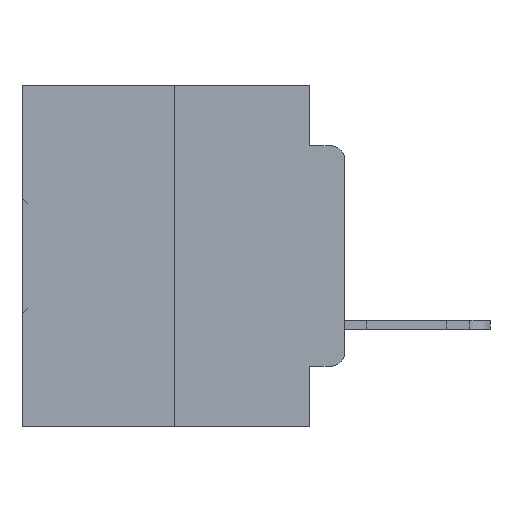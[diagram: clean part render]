
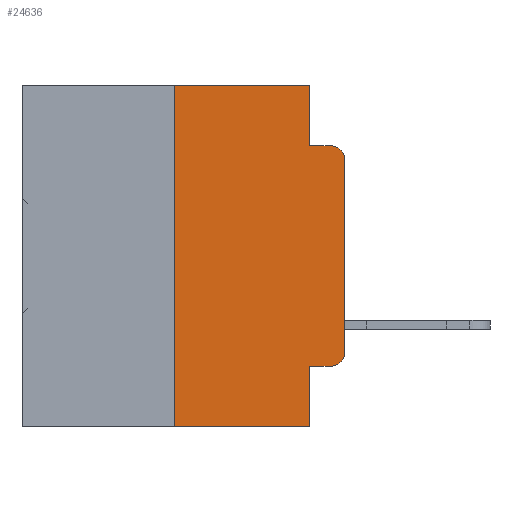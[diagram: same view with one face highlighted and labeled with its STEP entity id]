
A CAD part, left-side view. The second image highlights one B-rep face of the part: STEP entity #24636.
In plain terms, the highlighted planar face has unit normal (-1, 0, 0).
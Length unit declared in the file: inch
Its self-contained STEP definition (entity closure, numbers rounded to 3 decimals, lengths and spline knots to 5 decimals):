
#335 = CARTESIAN_POINT ( 'NONE',  ( 0., 0., 0. ) ) ;
#363 = EDGE_CURVE ( 'NONE', #25089, #25613, #27797, .T. ) ;
#795 = CARTESIAN_POINT ( 'NONE',  ( 0., 0.02, -0.1085 ) ) ;
#1345 = VERTEX_POINT ( 'NONE', #12292 ) ;
#1917 = ORIENTED_EDGE ( 'NONE', *, *, #14850, .F. ) ;
#3312 = VERTEX_POINT ( 'NONE', #4932 ) ;
#3392 = CARTESIAN_POINT ( 'NONE',  ( 0., 0.051, 0. ) ) ;
#3444 = LINE ( 'NONE', #335, #25177 ) ;
#3786 = DIRECTION ( 'NONE',  ( 0., 0., -1. ) ) ;
#3812 = ORIENTED_EDGE ( 'NONE', *, *, #36273, .T. ) ;
#3865 = CARTESIAN_POINT ( 'NONE',  ( 0., 0., -0.3915 ) ) ;
#3979 = LINE ( 'NONE', #23851, #10795 ) ;
#4553 = LINE ( 'NONE', #15579, #12256 ) ;
#4627 = VERTEX_POINT ( 'NONE', #3865 ) ;
#4907 = CARTESIAN_POINT ( 'NONE',  ( 0., 0.02, -0.0885 ) ) ;
#4932 = CARTESIAN_POINT ( 'NONE',  ( 0., 0.051, -0.4115 ) ) ;
#5780 = EDGE_CURVE ( 'NONE', #3312, #12713, #7951, .T. ) ;
#6179 = CARTESIAN_POINT ( 'NONE',  ( 0., 0.25, 0. ) ) ;
#6529 = VERTEX_POINT ( 'NONE', #4907 ) ;
#7393 = CARTESIAN_POINT ( 'NONE',  ( 0., 0.051, 0. ) ) ;
#7889 = VECTOR ( 'NONE', #10666, 39.37008 ) ;
#7951 = LINE ( 'NONE', #7393, #35695 ) ;
#8322 = ORIENTED_EDGE ( 'NONE', *, *, #17674, .T. ) ;
#9248 = ORIENTED_EDGE ( 'NONE', *, *, #17746, .F. ) ;
#10496 = AXIS2_PLACEMENT_3D ( 'NONE', #23987, #12921, #32261 ) ;
#10547 = ORIENTED_EDGE ( 'NONE', *, *, #18818, .T. ) ;
#10666 = DIRECTION ( 'NONE',  ( 0., -1., 0. ) ) ;
#10795 = VECTOR ( 'NONE', #32134, 39.37008 ) ;
#11030 = CARTESIAN_POINT ( 'NONE',  ( 0., 0.473, -0.5 ) ) ;
#11600 = DIRECTION ( 'NONE',  ( -1., 0., 0. ) ) ;
#12220 = EDGE_CURVE ( 'NONE', #26101, #6529, #4553, .T. ) ;
#12256 = VECTOR ( 'NONE', #34679, 39.37008 ) ;
#12292 = CARTESIAN_POINT ( 'NONE',  ( 0., 0.25, -0.5 ) ) ;
#12569 = CIRCLE ( 'NONE', #22051, 0.02 ) ;
#12713 = VERTEX_POINT ( 'NONE', #21113 ) ;
#12921 = DIRECTION ( 'NONE',  ( 1., 0., 0. ) ) ;
#13372 = ORIENTED_EDGE ( 'NONE', *, *, #26066, .T. ) ;
#13980 = DIRECTION ( 'NONE',  ( 0., -1., 0. ) ) ;
#14725 = VERTEX_POINT ( 'NONE', #27667 ) ;
#14820 = DIRECTION ( 'NONE',  ( 0., 0., 1. ) ) ;
#14850 = EDGE_CURVE ( 'NONE', #25613, #26101, #27559, .T. ) ;
#15472 = LINE ( 'NONE', #33003, #7889 ) ;
#15579 = CARTESIAN_POINT ( 'NONE',  ( 0., 0.051, -0.0885 ) ) ;
#16501 = CARTESIAN_POINT ( 'NONE',  ( 0., 0., -0.1085 ) ) ;
#17674 = EDGE_CURVE ( 'NONE', #34647, #6529, #34604, .T. ) ;
#17746 = EDGE_CURVE ( 'NONE', #1345, #25089, #3979, .T. ) ;
#18814 = VECTOR ( 'NONE', #13980, 39.37008 ) ;
#18818 = EDGE_CURVE ( 'NONE', #4627, #34647, #3444, .T. ) ;
#19783 = EDGE_CURVE ( 'NONE', #1345, #12713, #33466, .T. ) ;
#19911 = DIRECTION ( 'NONE',  ( 0., 0., -1. ) ) ;
#20803 = DIRECTION ( 'NONE',  ( -1., 0., 0. ) ) ;
#21113 = CARTESIAN_POINT ( 'NONE',  ( 0., 0.051, -0.5 ) ) ;
#22051 = AXIS2_PLACEMENT_3D ( 'NONE', #28273, #11600, #31039 ) ;
#22939 = CARTESIAN_POINT ( 'NONE',  ( 0., 0.051, -0.0885 ) ) ;
#23851 = CARTESIAN_POINT ( 'NONE',  ( 0., 0.25, 0. ) ) ;
#23942 = CARTESIAN_POINT ( 'NONE',  ( 0., 0.473, 0. ) ) ;
#23979 = DIRECTION ( 'NONE',  ( 0., -1., 0. ) ) ;
#23987 = CARTESIAN_POINT ( 'NONE',  ( 0., 0.473, 0. ) ) ;
#24636 = ADVANCED_FACE ( 'NONE', ( #34789 ), #34833, .F. ) ;
#25089 = VERTEX_POINT ( 'NONE', #6179 ) ;
#25177 = VECTOR ( 'NONE', #14820, 39.37008 ) ;
#25613 = VERTEX_POINT ( 'NONE', #3392 ) ;
#25928 = ORIENTED_EDGE ( 'NONE', *, *, #19783, .T. ) ;
#26066 = EDGE_CURVE ( 'NONE', #14725, #4627, #12569, .T. ) ;
#26101 = VERTEX_POINT ( 'NONE', #22939 ) ;
#26903 = VECTOR ( 'NONE', #23979, 39.37008 ) ;
#27559 = LINE ( 'NONE', #33628, #34761 ) ;
#27667 = CARTESIAN_POINT ( 'NONE',  ( 0., 0.02, -0.4115 ) ) ;
#27797 = LINE ( 'NONE', #23942, #26903 ) ;
#27884 = AXIS2_PLACEMENT_3D ( 'NONE', #795, #20803, #3786 ) ;
#28273 = CARTESIAN_POINT ( 'NONE',  ( 0., 0.02, -0.3915 ) ) ;
#29770 = DIRECTION ( 'NONE',  ( 0., 0., -1. ) ) ;
#31039 = DIRECTION ( 'NONE',  ( 0., 0., -1. ) ) ;
#31093 = ORIENTED_EDGE ( 'NONE', *, *, #5780, .F. ) ;
#32134 = DIRECTION ( 'NONE',  ( 0., 0., 1. ) ) ;
#32261 = DIRECTION ( 'NONE',  ( 0., 0., -1. ) ) ;
#32297 = ORIENTED_EDGE ( 'NONE', *, *, #12220, .F. ) ;
#33003 = CARTESIAN_POINT ( 'NONE',  ( 0., 0.051, -0.4115 ) ) ;
#33466 = LINE ( 'NONE', #11030, #18814 ) ;
#33605 = ORIENTED_EDGE ( 'NONE', *, *, #363, .F. ) ;
#33628 = CARTESIAN_POINT ( 'NONE',  ( 0., 0.051, 0. ) ) ;
#34604 = CIRCLE ( 'NONE', #27884, 0.02 ) ;
#34647 = VERTEX_POINT ( 'NONE', #16501 ) ;
#34679 = DIRECTION ( 'NONE',  ( 0., -1., 0. ) ) ;
#34761 = VECTOR ( 'NONE', #19911, 39.37008 ) ;
#34789 = FACE_OUTER_BOUND ( 'NONE', #35092, .T. ) ;
#34833 = PLANE ( 'NONE',  #10496 ) ;
#35092 = EDGE_LOOP ( 'NONE', ( #10547, #8322, #32297, #1917, #33605, #9248, #25928, #31093, #3812, #13372 ) ) ;
#35695 = VECTOR ( 'NONE', #29770, 39.37008 ) ;
#36273 = EDGE_CURVE ( 'NONE', #3312, #14725, #15472, .T. ) ;
